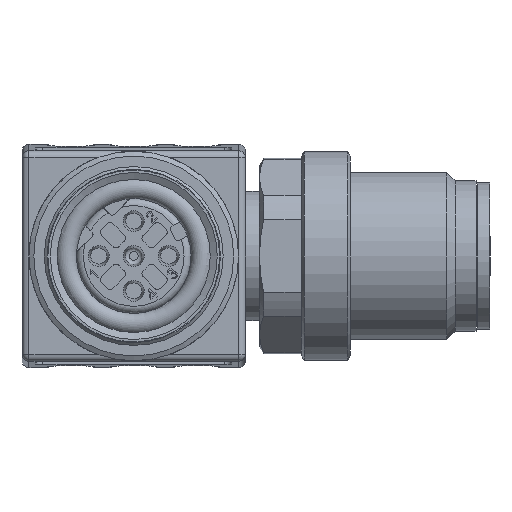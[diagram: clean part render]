
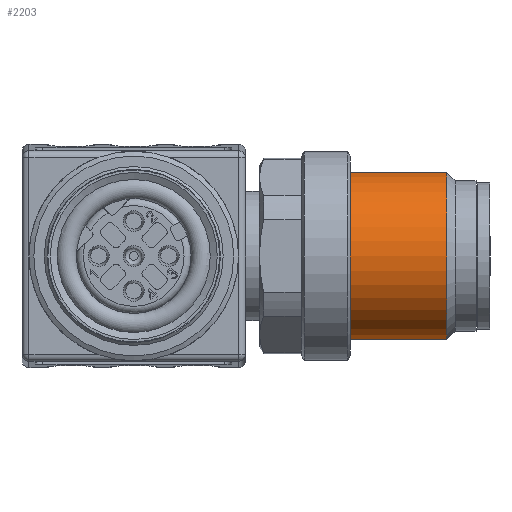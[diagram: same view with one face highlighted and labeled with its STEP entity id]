
A CAD part, front view. The second image highlights one B-rep face of the part: STEP entity #2203.
In plain terms, the highlighted cylindrical face has radius 6 mm (diameter 12 mm), a full revolution.
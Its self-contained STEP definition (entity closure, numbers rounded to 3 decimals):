
#891=FACE_BOUND('',#3714,.T.);
#892=FACE_BOUND('',#3715,.T.);
#1110=CYLINDRICAL_SURFACE('',#11409,6.);
#1574=CIRCLE('',#11400,6.);
#1575=CIRCLE('',#11408,6.);
#2203=ADVANCED_FACE('',(#891,#892),#1110,.T.);
#3714=EDGE_LOOP('',(#6703));
#3715=EDGE_LOOP('',(#6704));
#6703=ORIENTED_EDGE('',*,*,#9183,.T.);
#6704=ORIENTED_EDGE('',*,*,#9184,.F.);
#7686=VERTEX_POINT('',#20780);
#7687=VERTEX_POINT('',#20789);
#9183=EDGE_CURVE('',#7686,#7686,#1574,.T.);
#9184=EDGE_CURVE('',#7687,#7687,#1575,.T.);
#11400=AXIS2_PLACEMENT_3D('',#20779,#14018,#14019);
#11408=AXIS2_PLACEMENT_3D('',#20788,#14034,#14035);
#11409=AXIS2_PLACEMENT_3D('',#20790,#14036,#14037);
#14018=DIRECTION('',(1.,0.,0.));
#14019=DIRECTION('',(0.,1.,0.));
#14034=DIRECTION('',(1.,0.,0.));
#14035=DIRECTION('',(0.,1.,0.));
#14036=DIRECTION('',(-1.,0.,0.));
#14037=DIRECTION('',(0.,-1.,0.));
#20779=CARTESIAN_POINT('',(100.133,83.268,0.));
#20780=CARTESIAN_POINT('',(100.133,89.268,0.));
#20788=CARTESIAN_POINT('',(107.033,83.268,0.));
#20789=CARTESIAN_POINT('',(107.033,89.268,0.));
#20790=CARTESIAN_POINT('',(94.033,83.268,0.));
